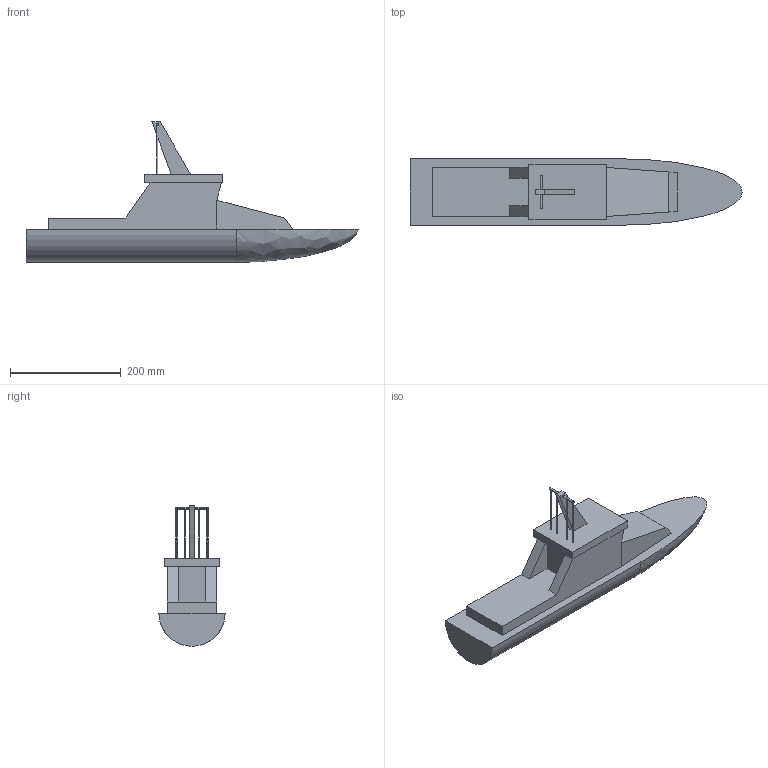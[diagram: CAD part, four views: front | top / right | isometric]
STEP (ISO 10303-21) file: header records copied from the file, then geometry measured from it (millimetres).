
FILE_DESCRIPTION(('STEP AP214'),'1');
FILE_NAME('IHF-Boat_all.stp','2014-04-24T12:57:22',('schraml'),(' '),'Spatial InterOp 3D','CST ACIS InterOp Converter 2009',' ');
FILE_SCHEMA(('automotive_design'));
Length unit declared in the file: millimetre
Products named in the file (1): IHF Boat|IHF Boat
Bounding box: 600 x 120 x 254 mm (x, y, z)
Volume: 4897967.4 mm3; surface area: 252600.7 mm2
Topology: 1 solids, 1 shells, 44 faces, 109 edges, 71 vertices
Faces by surface type: plane 29, cylinder 14, revolution 1
Entity records: 1864 total; most frequent: CARTESIAN_POINT 427, ORIENTED_EDGE 216, DIRECTION 207, EDGE_CURVE 108, LINE 78, VECTOR 78, VERTEX_POINT 71, AXIS2_PLACEMENT_3D 64
